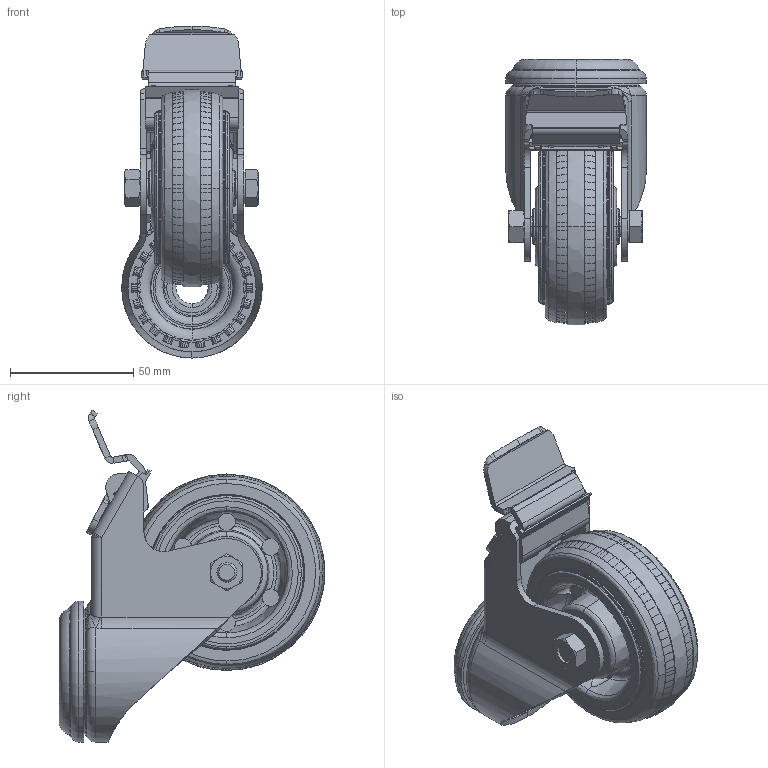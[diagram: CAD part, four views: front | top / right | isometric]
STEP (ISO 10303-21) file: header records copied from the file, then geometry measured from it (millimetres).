
FILE_DESCRIPTION (( 'STEP AP214' ), '1' );
FILE_NAME ('Accessories for aluminium profiles098S080GDN.step', '2016-10-19T13:29:20', ( '' ), ( '' ), 'SwSTEP 2.0', 'SolidWorks 2016', '' );
FILE_SCHEMA (( 'AUTOMOTIVE_DESIGN' ));
Length unit declared in the file: millimetre
Products named in the file (5): VPA_80_8K_105049-214_selction no pls; 4DIN931M08048MS01; 4DIN934M08M; 098SR.u.Tab_098S080D; Accessories for aluminium profiles098S080GDN
Assembly tree (4 placements, depth 2):
  Accessories for aluminium profiles098S080GDN
    098SR.u.Tab_098S080D
    4DIN934M08M
    4DIN931M08048MS01
    VPA_80_8K_105049-214_selction no pls
Bounding box: 57 x 107.8 x 134.57 mm (x, y, z)
Volume: 193588.9 mm3; surface area: 64552.5 mm2
Topology: 6 solids, 8 shells, 1846 faces, 5041 edges, 3253 vertices
Faces by surface type: plane 733, cylinder 404, bspline 338, torus 263, cone 102, sphere 6
Entity records: 99047 total; most frequent: CARTESIAN_POINT 36129, ORIENTED_EDGE 10056, DIRECTION 7658, EDGE_CURVE 5028, VERTEX_POINT 3249, AXIS2_PLACEMENT_3D 2756, LINE 2146, VECTOR 2146
